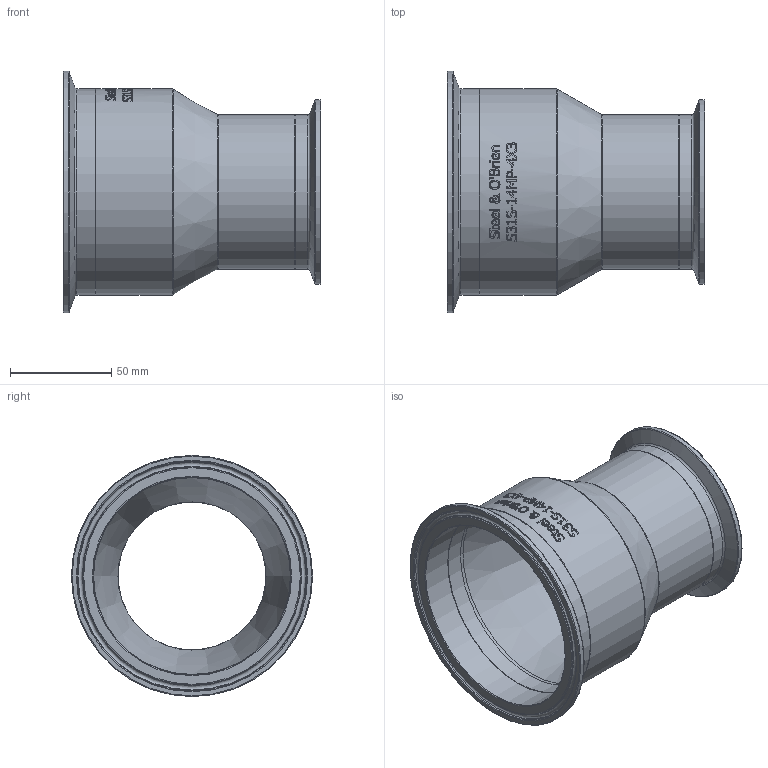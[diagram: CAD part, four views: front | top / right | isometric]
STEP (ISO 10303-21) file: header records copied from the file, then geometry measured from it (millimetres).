
FILE_DESCRIPTION(/* description */ (''),/* implementation_level */ '2;1');
FILE_NAME(/* name */ 'S31S-14MP-4X3.stp',/* time_stamp */ '2018-11-29T10:52:38-05:00',/* author */ ('rick'),/* organization */ (''),/* preprocessor_version */ 'ST-DEVELOPER v15.2',/* originating_system */ 'Autodesk Inventor 2014',/* authorisation */ '');
FILE_SCHEMA (('AUTOMOTIVE_DESIGN { 1 0 10303 214 3 1 1 }'));
Length unit declared in the file: inch
Products named in the file (1): S31S-14MP-4X3
Bounding box: 127 x 118.92 x 118.92 mm (x, y, z)
Volume: 139713.4 mm3; surface area: 80517.2 mm2
Topology: 1 solids, 1 shells, 478 faces, 1268 edges, 832 vertices
Faces by surface type: bspline 199, plane 197, cylinder 48, torus 26, cone 8
Full cylindrical faces by diameter (mm): 72.898 x2, 76.2 x2, 90.907 x1, 97.384 x2, 101.6 x2, 118.923 x1
Entity records: 18163 total; most frequent: CARTESIAN_POINT 7462, ORIENTED_EDGE 2448, DIRECTION 1660, EDGE_CURVE 1224, VERTEX_POINT 832, EDGE_LOOP 564, AXIS2_PLACEMENT_3D 554, LINE 552
